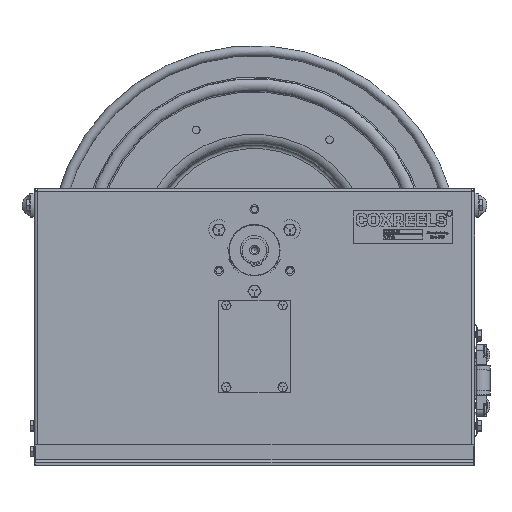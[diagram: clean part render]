
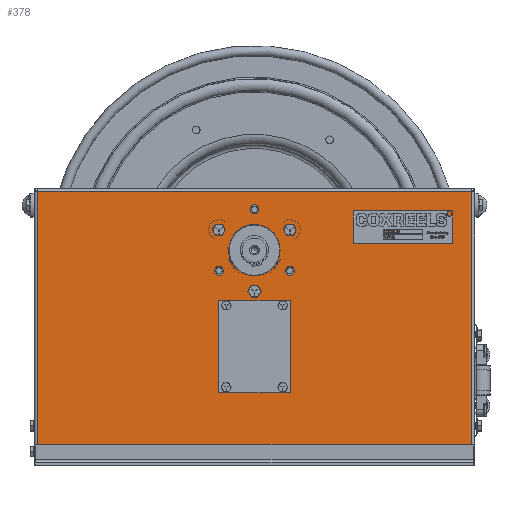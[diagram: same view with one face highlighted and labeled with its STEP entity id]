
A CAD part, top view. The second image highlights one B-rep face of the part: STEP entity #378.
In plain terms, the highlighted planar face has unit normal (0, 0, 1).
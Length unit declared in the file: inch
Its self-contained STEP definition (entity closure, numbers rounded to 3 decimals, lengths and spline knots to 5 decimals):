
#133=CARTESIAN_POINT('',(-10.6006,-6.75,0.0747));
#134=VERTEX_POINT('',#133);
#142=CARTESIAN_POINT('',(-10.6006,6.6006,0.0747));
#143=VERTEX_POINT('',#142);
#144=CARTESIAN_POINT('',(-10.6006,6.6006,0.0747));
#145=DIRECTION('',(0.0,-1.0,0.0));
#146=VECTOR('',#145,13.3506);
#147=LINE('',#144,#146);
#148=EDGE_CURVE('',#143,#134,#147,.T.);
#174=CARTESIAN_POINT('',(10.6006,6.6006,0.0747));
#175=VERTEX_POINT('',#174);
#176=CARTESIAN_POINT('',(10.6006,6.6006,0.0747));
#177=DIRECTION('',(-1.0,0.0,0.0));
#178=VECTOR('',#177,21.2012);
#179=LINE('',#176,#178);
#180=EDGE_CURVE('',#175,#143,#179,.T.);
#200=CARTESIAN_POINT('',(0.,0.,0.0747));
#201=DIRECTION('',(0.0,0.0,1.0));
#202=DIRECTION('',(1.0,0.0,0.0));
#203=AXIS2_PLACEMENT_3D('',#200,#201,#202);
#204=PLANE('',#203);
#205=ORIENTED_EDGE('',*,*,#148,.T.);
#206=CARTESIAN_POINT('',(10.6006,-6.75,0.0747));
#207=VERTEX_POINT('',#206);
#208=CARTESIAN_POINT('',(10.6006,-6.75,0.0747));
#209=DIRECTION('',(-1.0,0.0,0.0));
#210=VECTOR('',#209,21.2012);
#211=LINE('',#208,#210);
#212=EDGE_CURVE('',#207,#134,#211,.T.);
#213=ORIENTED_EDGE('',*,*,#212,.F.);
#214=CARTESIAN_POINT('',(10.6006,-6.75,0.0747));
#215=DIRECTION('',(0.0,1.0,0.0));
#216=VECTOR('',#215,13.3506);
#217=LINE('',#214,#216);
#218=EDGE_CURVE('',#207,#175,#217,.T.);
#219=ORIENTED_EDGE('',*,*,#218,.T.);
#220=ORIENTED_EDGE('',*,*,#180,.T.);
#221=EDGE_LOOP('',(#205,#213,#219,#220));
#222=FACE_OUTER_BOUND('',#221,.T.);
#223=CARTESIAN_POINT('',(-1.,-2.94,0.0747));
#224=VERTEX_POINT('',#223);
#225=CARTESIAN_POINT('',(-1.0,1.06,0.0747));
#226=VERTEX_POINT('',#225);
#227=CARTESIAN_POINT('',(-1.,-2.94,0.0747));
#228=DIRECTION('',(0.0,1.0,0.0));
#229=VECTOR('',#228,4.);
#230=LINE('',#227,#229);
#231=EDGE_CURVE('',#224,#226,#230,.T.);
#232=ORIENTED_EDGE('',*,*,#231,.T.);
#233=CARTESIAN_POINT('',(1.,1.06,0.0747));
#234=VERTEX_POINT('',#233);
#235=CARTESIAN_POINT('',(-1.0,1.06,0.0747));
#236=DIRECTION('',(1.0,0.0,0.0));
#237=VECTOR('',#236,2.);
#238=LINE('',#235,#237);
#239=EDGE_CURVE('',#226,#234,#238,.T.);
#240=ORIENTED_EDGE('',*,*,#239,.T.);
#241=CARTESIAN_POINT('',(1.,-2.94,0.0747));
#242=VERTEX_POINT('',#241);
#243=CARTESIAN_POINT('',(1.,1.06,0.0747));
#244=DIRECTION('',(0.0,-1.0,0.0));
#245=VECTOR('',#244,4.0);
#246=LINE('',#243,#245);
#247=EDGE_CURVE('',#234,#242,#246,.T.);
#248=ORIENTED_EDGE('',*,*,#247,.T.);
#249=CARTESIAN_POINT('',(1.,-2.94,0.0747));
#250=DIRECTION('',(-1.0,0.0,0.0));
#251=VECTOR('',#250,2.);
#252=LINE('',#249,#251);
#253=EDGE_CURVE('',#242,#224,#252,.T.);
#254=ORIENTED_EDGE('',*,*,#253,.T.);
#255=EDGE_LOOP('',(#232,#240,#248,#254));
#256=FACE_BOUND('',#255,.T.);
#257=CARTESIAN_POINT('',(1.53,-2.94,0.0747));
#258=VERTEX_POINT('',#257);
#259=CARTESIAN_POINT('',(1.375,-2.94,0.0747));
#260=DIRECTION('',(0.0,0.0,-1.0));
#261=DIRECTION('',(1.0,0.0,0.0));
#262=AXIS2_PLACEMENT_3D('',#259,#260,#261);
#263=CIRCLE('',#262,0.155);
#264=EDGE_CURVE('',#258,#258,#263,.T.);
#265=ORIENTED_EDGE('',*,*,#264,.T.);
#266=EDGE_LOOP('',(#265));
#267=FACE_BOUND('',#266,.T.);
#268=CARTESIAN_POINT('',(-1.22,1.06,0.0747));
#269=VERTEX_POINT('',#268);
#270=CARTESIAN_POINT('',(-1.375,1.06,0.0747));
#271=DIRECTION('',(0.0,0.0,-1.0));
#272=DIRECTION('',(1.0,0.0,0.0));
#273=AXIS2_PLACEMENT_3D('',#270,#271,#272);
#274=CIRCLE('',#273,0.155);
#275=EDGE_CURVE('',#269,#269,#274,.T.);
#276=ORIENTED_EDGE('',*,*,#275,.T.);
#277=EDGE_LOOP('',(#276));
#278=FACE_BOUND('',#277,.T.);
#279=CARTESIAN_POINT('',(1.53,1.06,0.0747));
#280=VERTEX_POINT('',#279);
#281=CARTESIAN_POINT('',(1.375,1.06,0.0747));
#282=DIRECTION('',(0.0,0.0,-1.0));
#283=DIRECTION('',(1.0,0.0,0.0));
#284=AXIS2_PLACEMENT_3D('',#281,#282,#283);
#285=CIRCLE('',#284,0.155);
#286=EDGE_CURVE('',#280,#280,#285,.T.);
#287=ORIENTED_EDGE('',*,*,#286,.T.);
#288=EDGE_LOOP('',(#287));
#289=FACE_BOUND('',#288,.T.);
#290=CARTESIAN_POINT('',(-1.22,-2.94,0.0747));
#291=VERTEX_POINT('',#290);
#292=CARTESIAN_POINT('',(-1.375,-2.94,0.0747));
#293=DIRECTION('',(0.0,0.0,-1.0));
#294=DIRECTION('',(1.0,0.0,0.0));
#295=AXIS2_PLACEMENT_3D('',#292,#293,#294);
#296=CIRCLE('',#295,0.155);
#297=EDGE_CURVE('',#291,#291,#296,.T.);
#298=ORIENTED_EDGE('',*,*,#297,.T.);
#299=EDGE_LOOP('',(#298));
#300=FACE_BOUND('',#299,.T.);
#301=CARTESIAN_POINT('',(1.95205,2.75,0.0747));
#302=VERTEX_POINT('',#301);
#303=CARTESIAN_POINT('',(1.73205,2.75,0.0747));
#304=DIRECTION('',(0.0,0.0,-1.0));
#305=DIRECTION('',(1.0,0.0,0.0));
#306=AXIS2_PLACEMENT_3D('',#303,#304,#305);
#307=CIRCLE('',#306,0.22);
#308=EDGE_CURVE('',#302,#302,#307,.T.);
#309=ORIENTED_EDGE('',*,*,#308,.T.);
#310=EDGE_LOOP('',(#309));
#311=FACE_BOUND('',#310,.T.);
#312=CARTESIAN_POINT('',(-1.51205,2.75,0.0747));
#313=VERTEX_POINT('',#312);
#314=CARTESIAN_POINT('',(-1.73205,2.75,0.0747));
#315=DIRECTION('',(0.0,0.0,-1.0));
#316=DIRECTION('',(1.0,0.0,0.0));
#317=AXIS2_PLACEMENT_3D('',#314,#315,#316);
#318=CIRCLE('',#317,0.22);
#319=EDGE_CURVE('',#313,#313,#318,.T.);
#320=ORIENTED_EDGE('',*,*,#319,.T.);
#321=EDGE_LOOP('',(#320));
#322=FACE_BOUND('',#321,.T.);
#323=CARTESIAN_POINT('',(0.22,5.75,0.0747));
#324=VERTEX_POINT('',#323);
#325=CARTESIAN_POINT('',(0.0,5.75,0.0747));
#326=DIRECTION('',(0.0,0.0,-1.0));
#327=DIRECTION('',(1.0,0.0,0.0));
#328=AXIS2_PLACEMENT_3D('',#325,#326,#327);
#329=CIRCLE('',#328,0.22);
#330=EDGE_CURVE('',#324,#324,#329,.T.);
#331=ORIENTED_EDGE('',*,*,#330,.T.);
#332=EDGE_LOOP('',(#331));
#333=FACE_BOUND('',#332,.T.);
#334=CARTESIAN_POINT('',(-1.51205,4.75,0.0747));
#335=VERTEX_POINT('',#334);
#336=CARTESIAN_POINT('',(-1.73205,4.75,0.0747));
#337=DIRECTION('',(0.0,0.0,-1.0));
#338=DIRECTION('',(1.0,0.0,0.0));
#339=AXIS2_PLACEMENT_3D('',#336,#337,#338);
#340=CIRCLE('',#339,0.22);
#341=EDGE_CURVE('',#335,#335,#340,.T.);
#342=ORIENTED_EDGE('',*,*,#341,.T.);
#343=EDGE_LOOP('',(#342));
#344=FACE_BOUND('',#343,.T.);
#345=CARTESIAN_POINT('',(0.22,1.75,0.0747));
#346=VERTEX_POINT('',#345);
#347=CARTESIAN_POINT('',(0.,1.75,0.0747));
#348=DIRECTION('',(0.0,0.0,-1.0));
#349=DIRECTION('',(1.0,0.0,0.0));
#350=AXIS2_PLACEMENT_3D('',#347,#348,#349);
#351=CIRCLE('',#350,0.22);
#352=EDGE_CURVE('',#346,#346,#351,.T.);
#353=ORIENTED_EDGE('',*,*,#352,.T.);
#354=EDGE_LOOP('',(#353));
#355=FACE_BOUND('',#354,.T.);
#356=CARTESIAN_POINT('',(1.95205,4.75,0.0747));
#357=VERTEX_POINT('',#356);
#358=CARTESIAN_POINT('',(1.73205,4.75,0.0747));
#359=DIRECTION('',(0.0,0.0,-1.0));
#360=DIRECTION('',(1.0,0.0,0.0));
#361=AXIS2_PLACEMENT_3D('',#358,#359,#360);
#362=CIRCLE('',#361,0.22);
#363=EDGE_CURVE('',#357,#357,#362,.T.);
#364=ORIENTED_EDGE('',*,*,#363,.T.);
#365=EDGE_LOOP('',(#364));
#366=FACE_BOUND('',#365,.T.);
#367=CARTESIAN_POINT('',(1.14,3.75,0.0747));
#368=VERTEX_POINT('',#367);
#369=CARTESIAN_POINT('',(0.0,3.75,0.0747));
#370=DIRECTION('',(0.0,0.0,-1.0));
#371=DIRECTION('',(-1.0,0.0,0.0));
#372=AXIS2_PLACEMENT_3D('',#369,#370,#371);
#373=CIRCLE('',#372,1.14);
#374=EDGE_CURVE('',#368,#368,#373,.T.);
#375=ORIENTED_EDGE('',*,*,#374,.T.);
#376=EDGE_LOOP('',(#375));
#377=FACE_BOUND('',#376,.T.);
#378=ADVANCED_FACE('',(#222,#256,#267,#278,#289,#300,#311,#322,#333,#344,#355,#366,#377),#204,.T.);
